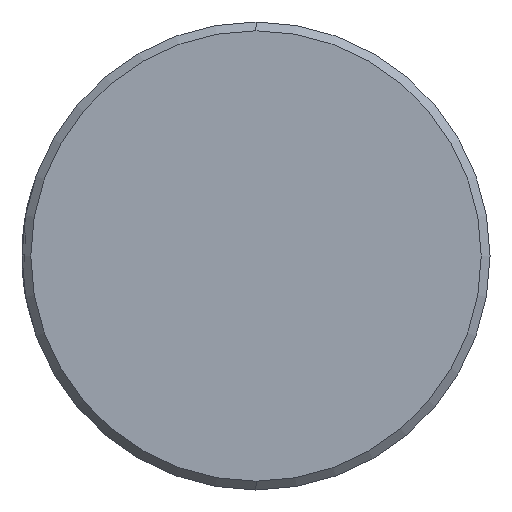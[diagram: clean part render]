
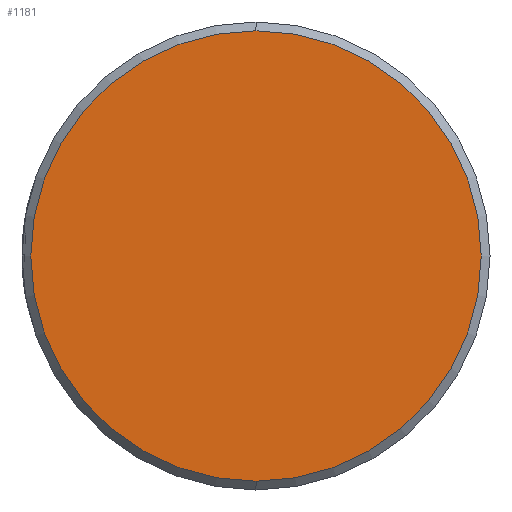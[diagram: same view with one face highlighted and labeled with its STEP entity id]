
A CAD part, left-side view. The second image highlights one B-rep face of the part: STEP entity #1181.
In plain terms, the highlighted planar face has unit normal (-1, 0, 0).
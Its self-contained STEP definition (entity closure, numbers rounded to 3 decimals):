
#80 = AXIS2_PLACEMENT_3D ( 'NONE', #1019, #425, #1120 ) ;
#92 = CARTESIAN_POINT ( 'NONE',  ( -5., 0., 0. ) ) ;
#156 = VERTEX_POINT ( 'NONE', #993 ) ;
#216 = DIRECTION ( 'NONE',  ( 0., 0., 1. ) ) ;
#220 = DIRECTION ( 'NONE',  ( -1., 0., 0. ) ) ;
#262 = CARTESIAN_POINT ( 'NONE',  ( -5., 0., 7.7 ) ) ;
#268 = CIRCLE ( 'NONE', #80, 7.7 ) ;
#322 = CIRCLE ( 'NONE', #1133, 7.7 ) ;
#377 = VERTEX_POINT ( 'NONE', #262 ) ;
#425 = DIRECTION ( 'NONE',  ( -1., 0., 0. ) ) ;
#492 = AXIS2_PLACEMENT_3D ( 'NONE', #718, #220, #919 ) ;
#681 = ORIENTED_EDGE ( 'NONE', *, *, #821, .T. ) ;
#718 = CARTESIAN_POINT ( 'NONE',  ( -5., 0., 0. ) ) ;
#820 = DIRECTION ( 'NONE',  ( -1., 0., 0. ) ) ;
#821 = EDGE_CURVE ( 'NONE', #377, #156, #322, .T. ) ;
#823 = PLANE ( 'NONE',  #492 ) ;
#885 = EDGE_CURVE ( 'NONE', #156, #377, #268, .T. ) ;
#919 = DIRECTION ( 'NONE',  ( 0., 0., 1. ) ) ;
#993 = CARTESIAN_POINT ( 'NONE',  ( -5., 0., -7.7 ) ) ;
#1010 = FACE_OUTER_BOUND ( 'NONE', #1216, .T. ) ;
#1019 = CARTESIAN_POINT ( 'NONE',  ( -5., 0., 0. ) ) ;
#1115 = ORIENTED_EDGE ( 'NONE', *, *, #885, .T. ) ;
#1120 = DIRECTION ( 'NONE',  ( 0., 0., 1. ) ) ;
#1133 = AXIS2_PLACEMENT_3D ( 'NONE', #92, #820, #216 ) ;
#1181 = ADVANCED_FACE ( 'NONE', ( #1010 ), #823, .T. ) ;
#1216 = EDGE_LOOP ( 'NONE', ( #1115, #681 ) ) ;
